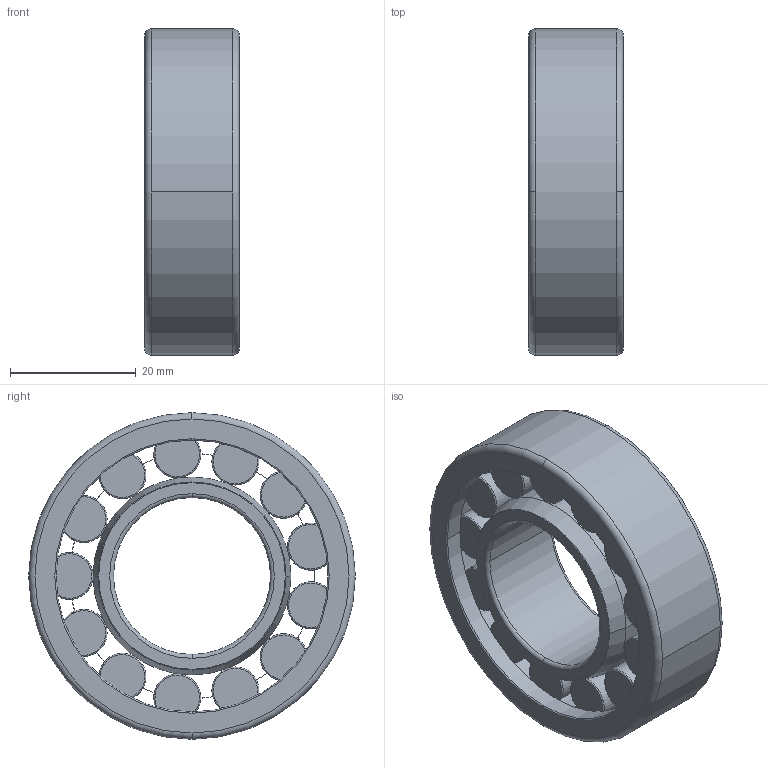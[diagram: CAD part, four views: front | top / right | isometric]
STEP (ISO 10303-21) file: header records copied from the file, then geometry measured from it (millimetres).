
FILE_DESCRIPTION(('STEP AP242'),'1');
FILE_NAME('roulement_nu_205_ecp_2.stp','2020-01-27T10:56:59',('TraceParts'),('TraceParts S.A.'),'Spatial InterOp 3D',' ',' ');
FILE_SCHEMA(('AP242_MANAGED_MODEL_BASED_3D_ENGINEERING_MIM_LF {1 0 10303 442 1 1 4}'));
Length unit declared in the file: millimetre
Products named in the file (1): roulement_nu_205_ecp_2_1
Bounding box: 15 x 52 x 52 mm (x, y, z)
Volume: 16907.8 mm3; surface area: 13069 mm2
Topology: 3 solids, 3 shells, 168 faces, 464 edges, 328 vertices
Faces by surface type: torus 94, cylinder 38, plane 32, cone 4
Entity records: 6605 total; most frequent: CARTESIAN_POINT 2029, DIRECTION 1072, ORIENTED_EDGE 928, AXIS2_PLACEMENT_3D 515, EDGE_CURVE 464, CIRCLE 344, VERTEX_POINT 328, EDGE_LOOP 200
